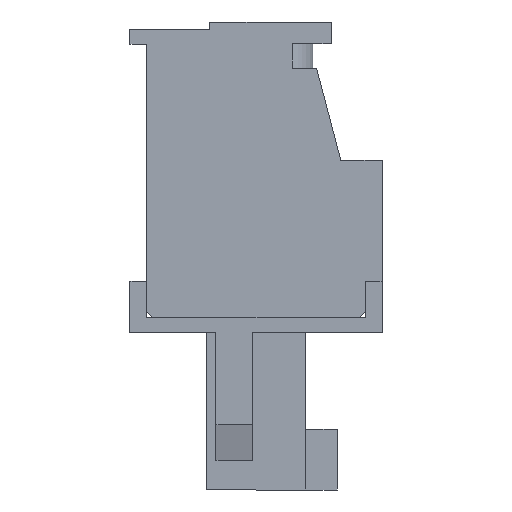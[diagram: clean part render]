
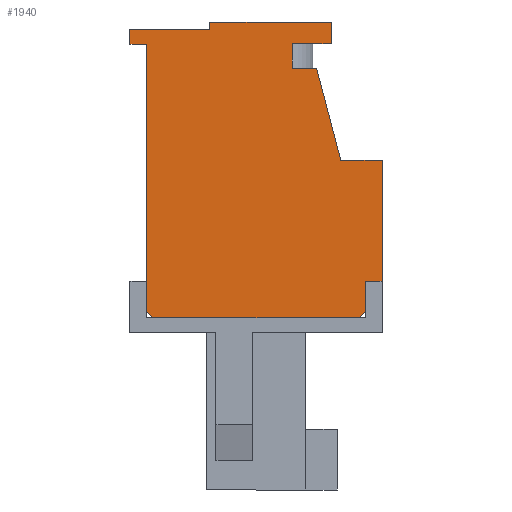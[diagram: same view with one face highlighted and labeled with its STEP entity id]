
A CAD part, left-side view. The second image highlights one B-rep face of the part: STEP entity #1940.
In plain terms, the highlighted planar face has unit normal (-1, 0, 0).
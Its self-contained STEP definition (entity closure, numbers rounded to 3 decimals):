
#1940 = ADVANCED_FACE( '', ( #4282 ), #4283, .T. );
#4282 = FACE_OUTER_BOUND( '', #7150, .T. );
#4283 = PLANE( '', #7151 );
#7150 = EDGE_LOOP( '', ( #12241, #12242, #12243, #12244, #12245, #12246, #12247, #12248, #12249, #12250, #12251, #12252, #12253, #12254, #12255, #12256, #12257, #12258 ) );
#7151 = AXIS2_PLACEMENT_3D( '', #12259, #12260, #12261 );
#12241 = ORIENTED_EDGE( '', *, *, #19407, .T. );
#12242 = ORIENTED_EDGE( '', *, *, #18368, .T. );
#12243 = ORIENTED_EDGE( '', *, *, #18163, .F. );
#12244 = ORIENTED_EDGE( '', *, *, #19408, .T. );
#12245 = ORIENTED_EDGE( '', *, *, #17481, .T. );
#12246 = ORIENTED_EDGE( '', *, *, #19409, .T. );
#12247 = ORIENTED_EDGE( '', *, *, #18994, .T. );
#12248 = ORIENTED_EDGE( '', *, *, #19410, .T. );
#12249 = ORIENTED_EDGE( '', *, *, #19185, .T. );
#12250 = ORIENTED_EDGE( '', *, *, #18444, .T. );
#12251 = ORIENTED_EDGE( '', *, *, #19291, .T. );
#12252 = ORIENTED_EDGE( '', *, *, #19411, .T. );
#12253 = ORIENTED_EDGE( '', *, *, #18607, .T. );
#12254 = ORIENTED_EDGE( '', *, *, #19412, .T. );
#12255 = ORIENTED_EDGE( '', *, *, #19413, .T. );
#12256 = ORIENTED_EDGE( '', *, *, #19414, .T. );
#12257 = ORIENTED_EDGE( '', *, *, #19415, .T. );
#12258 = ORIENTED_EDGE( '', *, *, #19416, .T. );
#12259 = CARTESIAN_POINT( '', ( -14., 0., 0. ) );
#12260 = DIRECTION( '', ( -1., 0., 0. ) );
#12261 = DIRECTION( '', ( 0., 0., 1. ) );
#17481 = EDGE_CURVE( '', #20866, #20867, #20868, .T. );
#18163 = EDGE_CURVE( '', #22096, #22097, #22098, .T. );
#18368 = EDGE_CURVE( '', #22445, #22097, #22446, .T. );
#18444 = EDGE_CURVE( '', #22571, #22569, #22572, .T. );
#18607 = EDGE_CURVE( '', #22833, #22834, #22835, .T. );
#18994 = EDGE_CURVE( '', #23409, #23457, #23459, .T. );
#19185 = EDGE_CURVE( '', #23743, #22571, #23744, .T. );
#19291 = EDGE_CURVE( '', #22569, #23892, #23894, .T. );
#19407 = EDGE_CURVE( '', #24063, #22445, #24064, .T. );
#19408 = EDGE_CURVE( '', #22096, #20866, #24065, .T. );
#19409 = EDGE_CURVE( '', #20867, #23409, #24066, .T. );
#19410 = EDGE_CURVE( '', #23457, #23743, #24067, .T. );
#19411 = EDGE_CURVE( '', #23892, #22833, #24068, .T. );
#19412 = EDGE_CURVE( '', #22834, #24069, #24070, .T. );
#19413 = EDGE_CURVE( '', #24069, #24071, #24072, .T. );
#19414 = EDGE_CURVE( '', #24071, #24073, #24074, .T. );
#19415 = EDGE_CURVE( '', #24073, #24075, #24076, .T. );
#19416 = EDGE_CURVE( '', #24075, #24063, #24077, .T. );
#20866 = VERTEX_POINT( '', #25856 );
#20867 = VERTEX_POINT( '', #25857 );
#20868 = LINE( '', #25858, #25859 );
#22096 = VERTEX_POINT( '', #27658 );
#22097 = VERTEX_POINT( '', #27659 );
#22098 = LINE( '', #27660, #27661 );
#22445 = VERTEX_POINT( '', #28174 );
#22446 = LINE( '', #28175, #28176 );
#22569 = VERTEX_POINT( '', #28357 );
#22571 = VERTEX_POINT( '', #28360 );
#22572 = LINE( '', #28361, #28362 );
#22833 = VERTEX_POINT( '', #28741 );
#22834 = VERTEX_POINT( '', #28742 );
#22835 = LINE( '', #28743, #28744 );
#23409 = VERTEX_POINT( '', #29595 );
#23457 = VERTEX_POINT( '', #29670 );
#23459 = LINE( '', #29673, #29674 );
#23743 = VERTEX_POINT( '', #30089 );
#23744 = LINE( '', #30090, #30091 );
#23892 = VERTEX_POINT( '', #30314 );
#23894 = LINE( '', #30317, #30318 );
#24063 = VERTEX_POINT( '', #30560 );
#24064 = LINE( '', #30561, #30562 );
#24065 = LINE( '', #30563, #30564 );
#24066 = LINE( '', #30565, #30566 );
#24067 = LINE( '', #30567, #30568 );
#24068 = LINE( '', #30569, #30570 );
#24069 = VERTEX_POINT( '', #30571 );
#24070 = LINE( '', #30572, #30573 );
#24071 = VERTEX_POINT( '', #30574 );
#24072 = LINE( '', #30575, #30576 );
#24073 = VERTEX_POINT( '', #30577 );
#24074 = LINE( '', #30578, #30579 );
#24075 = VERTEX_POINT( '', #30580 );
#24076 = LINE( '', #30581, #30582 );
#24077 = LINE( '', #30583, #30584 );
#25856 = CARTESIAN_POINT( '', ( -14., -4.5, -5.14 ) );
#25857 = CARTESIAN_POINT( '', ( -14., -4.5, -3.89 ) );
#25858 = CARTESIAN_POINT( '', ( -14., -4.5, -5.89 ) );
#25859 = VECTOR( '', #33197, 1000. );
#27658 = CARTESIAN_POINT( '', ( -14., -4.25, -5.39 ) );
#27659 = CARTESIAN_POINT( '', ( -14., 4.25, -5.39 ) );
#27660 = CARTESIAN_POINT( '', ( -14., 0., -5.39 ) );
#27661 = VECTOR( '', #33850, 1000. );
#28174 = CARTESIAN_POINT( '', ( -14., 4.5, -5.14 ) );
#28175 = CARTESIAN_POINT( '', ( -14., 4.82, -4.82 ) );
#28176 = VECTOR( '', #34032, 1000. );
#28357 = CARTESIAN_POINT( '', ( -14., -1.5, 4.91 ) );
#28360 = CARTESIAN_POINT( '', ( -14., -2.5, 4.91 ) );
#28361 = CARTESIAN_POINT( '', ( -14., -1.5, 4.91 ) );
#28362 = VECTOR( '', #34098, 1000. );
#28741 = CARTESIAN_POINT( '', ( -14., -3.1, 5.91 ) );
#28742 = CARTESIAN_POINT( '', ( -14., -3.1, 6.81 ) );
#28743 = CARTESIAN_POINT( '', ( -14., -3.1, 5.91 ) );
#28744 = VECTOR( '', #34253, 1000. );
#29595 = CARTESIAN_POINT( '', ( -14., -5.2, -3.89 ) );
#29670 = CARTESIAN_POINT( '', ( -14., -5.2, 1.11 ) );
#29673 = CARTESIAN_POINT( '', ( -14., -5.2, -3.89 ) );
#29674 = VECTOR( '', #34618, 1000. );
#30089 = CARTESIAN_POINT( '', ( -14., -3.5, 1.11 ) );
#30090 = CARTESIAN_POINT( '', ( -14., -3.5, 1.11 ) );
#30091 = VECTOR( '', #34799, 1000. );
#30314 = CARTESIAN_POINT( '', ( -14., -1.5, 5.91 ) );
#30317 = CARTESIAN_POINT( '', ( -14., -1.5, 4.91 ) );
#30318 = VECTOR( '', #34891, 1000. );
#30560 = CARTESIAN_POINT( '', ( -14., 4.5, 5.89 ) );
#30561 = CARTESIAN_POINT( '', ( -14., 4.5, 5.89 ) );
#30562 = VECTOR( '', #34992, 1000. );
#30563 = CARTESIAN_POINT( '', ( -14., -4.82, -4.82 ) );
#30564 = VECTOR( '', #34993, 1000. );
#30565 = CARTESIAN_POINT( '', ( -14., -4.5, -3.89 ) );
#30566 = VECTOR( '', #34994, 1000. );
#30567 = CARTESIAN_POINT( '', ( -14., -5.2, 1.11 ) );
#30568 = VECTOR( '', #34995, 1000. );
#30569 = CARTESIAN_POINT( '', ( -14., -1.5, 5.91 ) );
#30570 = VECTOR( '', #34996, 1000. );
#30571 = CARTESIAN_POINT( '', ( -14., 1.9, 6.81 ) );
#30572 = CARTESIAN_POINT( '', ( -14., -3.1, 6.81 ) );
#30573 = VECTOR( '', #34997, 1000. );
#30574 = CARTESIAN_POINT( '', ( -14., 1.9, 6.51 ) );
#30575 = CARTESIAN_POINT( '', ( -14., 1.9, 6.81 ) );
#30576 = VECTOR( '', #34998, 1000. );
#30577 = CARTESIAN_POINT( '', ( -14., 5.2, 6.51 ) );
#30578 = CARTESIAN_POINT( '', ( -14., 1.9, 6.51 ) );
#30579 = VECTOR( '', #34999, 1000. );
#30580 = CARTESIAN_POINT( '', ( -14., 5.2, 5.89 ) );
#30581 = CARTESIAN_POINT( '', ( -14., 5.2, 6.51 ) );
#30582 = VECTOR( '', #35000, 1000. );
#30583 = CARTESIAN_POINT( '', ( -14., 5.2, 5.89 ) );
#30584 = VECTOR( '', #35001, 1000. );
#33197 = DIRECTION( '', ( 0., 0., 1. ) );
#33850 = DIRECTION( '', ( 0., 1., 0. ) );
#34032 = DIRECTION( '', ( 0., -0.707, -0.707 ) );
#34098 = DIRECTION( '', ( 0., 1., 0. ) );
#34253 = DIRECTION( '', ( 0., 0., 1. ) );
#34618 = DIRECTION( '', ( 0., 0., 1. ) );
#34799 = DIRECTION( '', ( 0., 0.254, 0.967 ) );
#34891 = DIRECTION( '', ( 0., 0., 1. ) );
#34992 = DIRECTION( '', ( 0., 0., -1. ) );
#34993 = DIRECTION( '', ( 0., -0.707, 0.707 ) );
#34994 = DIRECTION( '', ( 0., -1., 0. ) );
#34995 = DIRECTION( '', ( 0., 1., 0. ) );
#34996 = DIRECTION( '', ( 0., -1., 0. ) );
#34997 = DIRECTION( '', ( 0., 1., 0. ) );
#34998 = DIRECTION( '', ( 0., 0., -1. ) );
#34999 = DIRECTION( '', ( 0., 1., 0. ) );
#35000 = DIRECTION( '', ( 0., 0., -1. ) );
#35001 = DIRECTION( '', ( 0., -1., 0. ) );
